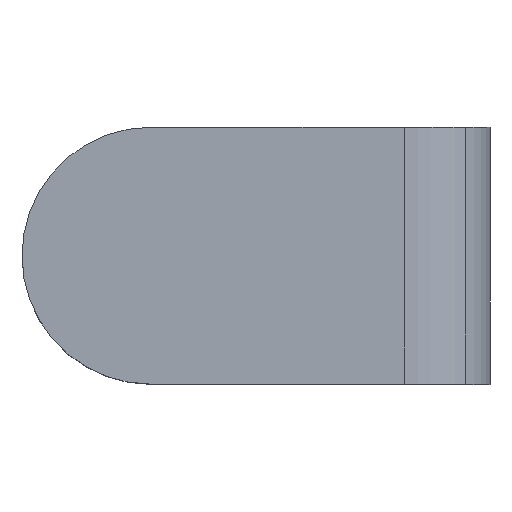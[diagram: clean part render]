
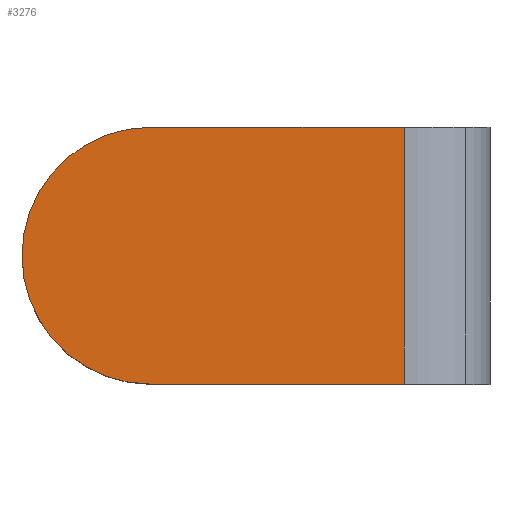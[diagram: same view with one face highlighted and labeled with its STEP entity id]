
A CAD part, top view. The second image highlights one B-rep face of the part: STEP entity #3276.
In plain terms, the highlighted planar face has unit normal (0, 0, 1).
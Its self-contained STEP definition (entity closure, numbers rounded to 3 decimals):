
#14 = EDGE_CURVE ( 'NONE', #1874, #1447, #3562, .T. ) ;
#77 = DIRECTION ( 'NONE',  ( 0., 0., 1. ) ) ;
#114 = VERTEX_POINT ( 'NONE', #693 ) ;
#506 = ORIENTED_EDGE ( 'NONE', *, *, #2529, .T. ) ;
#544 = VECTOR ( 'NONE', #2519, 1000. ) ;
#592 = FACE_OUTER_BOUND ( 'NONE', #1545, .T. ) ;
#601 = CARTESIAN_POINT ( 'NONE',  ( -15., -22.5, 0. ) ) ;
#693 = CARTESIAN_POINT ( 'NONE',  ( -82., 0., 0. ) ) ;
#953 = DIRECTION ( 'NONE',  ( -1., 0., 0. ) ) ;
#976 = CARTESIAN_POINT ( 'NONE',  ( -15., 22.5, 0. ) ) ;
#1040 = EDGE_CURVE ( 'NONE', #1638, #2746, #2775, .T. ) ;
#1053 = AXIS2_PLACEMENT_3D ( 'NONE', #1274, #3522, #1533 ) ;
#1167 = AXIS2_PLACEMENT_3D ( 'NONE', #1813, #2924, #953 ) ;
#1174 = VECTOR ( 'NONE', #1846, 1000. ) ;
#1274 = CARTESIAN_POINT ( 'NONE',  ( -82., 22.5, 0. ) ) ;
#1344 = CARTESIAN_POINT ( 'NONE',  ( -82., -22.5, 0. ) ) ;
#1412 = ORIENTED_EDGE ( 'NONE', *, *, #14, .F. ) ;
#1447 = VERTEX_POINT ( 'NONE', #976 ) ;
#1533 = DIRECTION ( 'NONE',  ( -1., 0., 0. ) ) ;
#1545 = EDGE_LOOP ( 'NONE', ( #506, #3632, #1921, #3695, #1412 ) ) ;
#1621 = CIRCLE ( 'NONE', #2897, 22.5 ) ;
#1638 = VERTEX_POINT ( 'NONE', #1693 ) ;
#1693 = CARTESIAN_POINT ( 'NONE',  ( -59.5, -22.5, 0. ) ) ;
#1803 = CARTESIAN_POINT ( 'NONE',  ( -82., 22.5, 0. ) ) ;
#1813 = CARTESIAN_POINT ( 'NONE',  ( -59.5, 0., 0. ) ) ;
#1845 = EDGE_CURVE ( 'NONE', #1447, #2746, #1907, .T. ) ;
#1846 = DIRECTION ( 'NONE',  ( 1., 0., 0. ) ) ;
#1874 = VERTEX_POINT ( 'NONE', #2616 ) ;
#1907 = LINE ( 'NONE', #2821, #544 ) ;
#1921 = ORIENTED_EDGE ( 'NONE', *, *, #1040, .T. ) ;
#2491 = DIRECTION ( 'NONE',  ( 1., 0., 0. ) ) ;
#2519 = DIRECTION ( 'NONE',  ( 0., -1., 0. ) ) ;
#2529 = EDGE_CURVE ( 'NONE', #1874, #114, #1621, .T. ) ;
#2616 = CARTESIAN_POINT ( 'NONE',  ( -59.5, 22.5, 0. ) ) ;
#2617 = CIRCLE ( 'NONE', #1167, 22.5 ) ;
#2648 = CARTESIAN_POINT ( 'NONE',  ( -59.5, 0., 0. ) ) ;
#2746 = VERTEX_POINT ( 'NONE', #601 ) ;
#2775 = LINE ( 'NONE', #1344, #3048 ) ;
#2821 = CARTESIAN_POINT ( 'NONE',  ( -15., 22.5, 0. ) ) ;
#2890 = EDGE_CURVE ( 'NONE', #114, #1638, #2617, .T. ) ;
#2897 = AXIS2_PLACEMENT_3D ( 'NONE', #2648, #77, #3286 ) ;
#2924 = DIRECTION ( 'NONE',  ( 0., 0., 1. ) ) ;
#3011 = PLANE ( 'NONE',  #1053 ) ;
#3048 = VECTOR ( 'NONE', #2491, 1000. ) ;
#3276 = ADVANCED_FACE ( 'NONE', ( #592 ), #3011, .F. ) ;
#3286 = DIRECTION ( 'NONE',  ( -1., 0., 0. ) ) ;
#3522 = DIRECTION ( 'NONE',  ( 0., 0., -1. ) ) ;
#3562 = LINE ( 'NONE', #1803, #1174 ) ;
#3632 = ORIENTED_EDGE ( 'NONE', *, *, #2890, .T. ) ;
#3695 = ORIENTED_EDGE ( 'NONE', *, *, #1845, .F. ) ;
